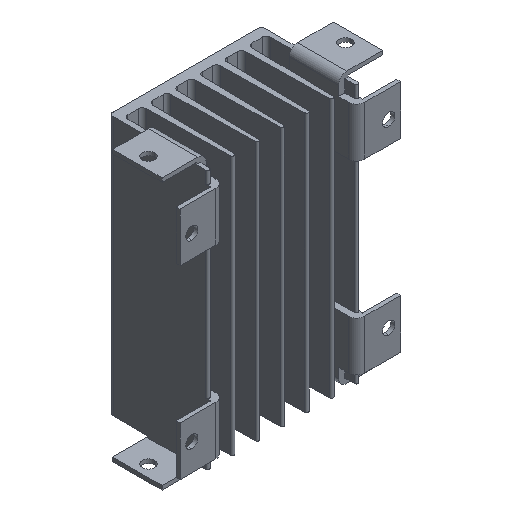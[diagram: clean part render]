
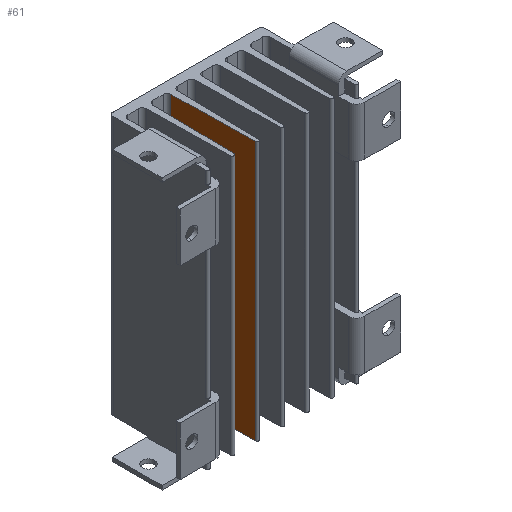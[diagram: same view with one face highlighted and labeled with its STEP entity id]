
A CAD part, isometric view. The second image highlights one B-rep face of the part: STEP entity #61.
In plain terms, the highlighted planar face has unit normal (-1, -0.018, 0).
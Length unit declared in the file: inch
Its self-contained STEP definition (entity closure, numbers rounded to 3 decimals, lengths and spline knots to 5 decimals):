
#61 = ADVANCED_FACE ( 'NONE', ( #2649 ), #396, .F. ) ;
#161 = EDGE_CURVE ( 'NONE', #1409, #1405, #2546, .T. ) ;
#393 = DIRECTION ( 'NONE',  ( -0.018, 1., 0. ) ) ;
#394 = DIRECTION ( 'NONE',  ( 1., 0.018, 0. ) ) ;
#395 = CARTESIAN_POINT ( 'NONE',  ( -0.4275, 0.57107, -1.975 ) ) ;
#396 = PLANE ( 'NONE',  #925 ) ;
#573 = VECTOR ( 'NONE', #4489, 39.37008 ) ;
#594 = VECTOR ( 'NONE', #2918, 39.37008 ) ;
#730 = VECTOR ( 'NONE', #2804, 39.37008 ) ;
#925 = AXIS2_PLACEMENT_3D ( 'NONE', #395, #394, #393 ) ;
#990 = VECTOR ( 'NONE', #2917, 39.37008 ) ;
#1130 = ORIENTED_EDGE ( 'NONE', *, *, #161, .F. ) ;
#1405 = VERTEX_POINT ( 'NONE', #3461 ) ;
#1409 = VERTEX_POINT ( 'NONE', #3455 ) ;
#1453 = VERTEX_POINT ( 'NONE', #3384 ) ;
#1605 = VERTEX_POINT ( 'NONE', #3447 ) ;
#2029 = EDGE_CURVE ( 'NONE', #1453, #1605, #2402, .T. ) ;
#2060 = EDGE_CURVE ( 'NONE', #1405, #1605, #2378, .T. ) ;
#2123 = EDGE_CURVE ( 'NONE', #1409, #1453, #2322, .T. ) ;
#2322 = LINE ( 'NONE', #4490, #573 ) ;
#2378 = LINE ( 'NONE', #2805, #730 ) ;
#2402 = LINE ( 'NONE', #3080, #990 ) ;
#2546 = LINE ( 'NONE', #2916, #594 ) ;
#2649 = FACE_OUTER_BOUND ( 'NONE', #3974, .T. ) ;
#2804 = DIRECTION ( 'NONE',  ( 0., 0., 1. ) ) ;
#2805 = CARTESIAN_POINT ( 'NONE',  ( -0.4275, 0.57107, -1.975 ) ) ;
#2916 = CARTESIAN_POINT ( 'NONE',  ( -0.4275, 0.57107, -1.975 ) ) ;
#2917 = DIRECTION ( 'NONE',  ( -0.018, 1., 0. ) ) ;
#2918 = DIRECTION ( 'NONE',  ( -0.018, 1., 0. ) ) ;
#3080 = CARTESIAN_POINT ( 'NONE',  ( -0.4275, 0.57107, 1.975 ) ) ;
#3384 = CARTESIAN_POINT ( 'NONE',  ( -0.405, -0.69299, 1.975 ) ) ;
#3447 = CARTESIAN_POINT ( 'NONE',  ( -0.4275, 0.57107, 1.975 ) ) ;
#3455 = CARTESIAN_POINT ( 'NONE',  ( -0.405, -0.69299, -1.975 ) ) ;
#3461 = CARTESIAN_POINT ( 'NONE',  ( -0.4275, 0.57107, -1.975 ) ) ;
#3974 = EDGE_LOOP ( 'NONE', ( #4072, #4073, #1130, #4069 ) ) ;
#4069 = ORIENTED_EDGE ( 'NONE', *, *, #2123, .T. ) ;
#4072 = ORIENTED_EDGE ( 'NONE', *, *, #2029, .T. ) ;
#4073 = ORIENTED_EDGE ( 'NONE', *, *, #2060, .F. ) ;
#4489 = DIRECTION ( 'NONE',  ( 0., 0., 1. ) ) ;
#4490 = CARTESIAN_POINT ( 'NONE',  ( -0.405, -0.69299, -1.975 ) ) ;
